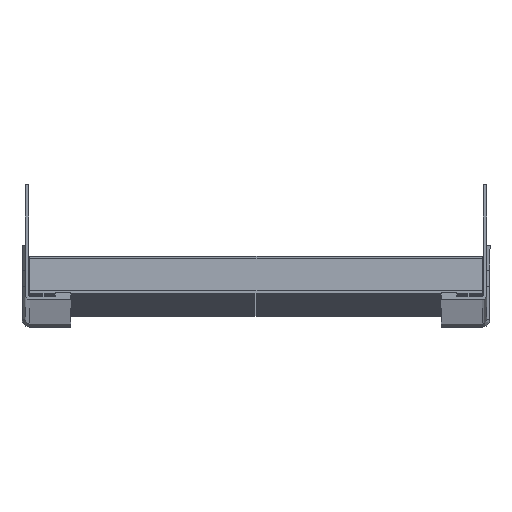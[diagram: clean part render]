
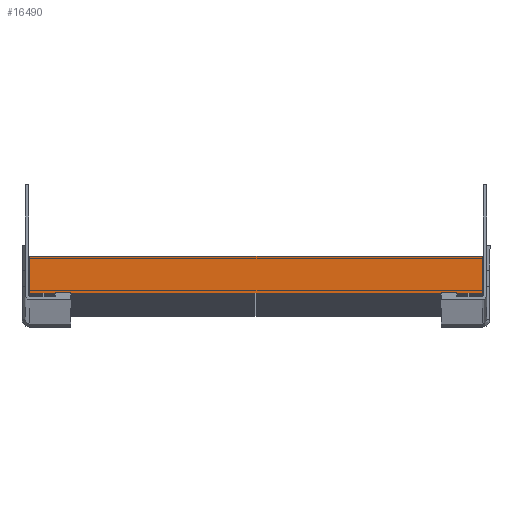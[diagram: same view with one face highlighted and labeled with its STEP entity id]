
A CAD part, top view. The second image highlights one B-rep face of the part: STEP entity #16490.
In plain terms, the highlighted planar face has unit normal (0, 0, 1).
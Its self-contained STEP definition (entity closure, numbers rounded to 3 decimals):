
#2855 = CARTESIAN_POINT ( 'NONE',  ( -185.1, -18.709, 2877.21 ) ) ;
#2865 = CARTESIAN_POINT ( 'NONE',  ( -17.3, -18.709, 2877.21 ) ) ;
#2866 = CARTESIAN_POINT ( 'NONE',  ( -178.3, -18.709, 2877.21 ) ) ;
#2868 = CARTESIAN_POINT ( 'NONE',  ( -196.3, -18.709, 2877.21 ) ) ;
#2869 = CARTESIAN_POINT ( 'NONE',  ( 0.7, -18.709, 2877.21 ) ) ;
#2872 = CARTESIAN_POINT ( 'NONE',  ( -10.5, -18.709, 2877.21 ) ) ;
#2880 = CARTESIAN_POINT ( 'NONE',  ( -196.3, -2.709, 2877.21 ) ) ;
#2882 = CARTESIAN_POINT ( 'NONE',  ( 0.7, -2.709, 2877.21 ) ) ;
#4066 = AXIS2_PLACEMENT_3D ( 'NONE', #4244, #4253, #4254 ) ;
#4244 = CARTESIAN_POINT ( 'NONE',  ( 0.7, -18.709, 2877.21 ) ) ;
#4251 = PLANE ( 'NONE',  #4066 ) ;
#4253 = DIRECTION ( 'NONE',  ( 0., 0., 1. ) ) ;
#4254 = DIRECTION ( 'NONE',  ( 0., -1., 0. ) ) ;
#6239 = LINE ( 'NONE', #6633, #6248 ) ;
#6243 = LINE ( 'NONE', #6650, #6246 ) ;
#6246 = VECTOR ( 'NONE', #6652, 1000. ) ;
#6248 = VECTOR ( 'NONE', #6653, 1000. ) ;
#6257 = LINE ( 'NONE', #6659, #6262 ) ;
#6262 = VECTOR ( 'NONE', #6667, 1000. ) ;
#6265 = LINE ( 'NONE', #6666, #6274 ) ;
#6267 = LINE ( 'NONE', #6674, #6270 ) ;
#6270 = VECTOR ( 'NONE', #6675, 1000. ) ;
#6274 = VECTOR ( 'NONE', #6679, 1000. ) ;
#6281 = LINE ( 'NONE', #6688, #6284 ) ;
#6284 = VECTOR ( 'NONE', #6689, 1000. ) ;
#6295 = LINE ( 'NONE', #6702, #6298 ) ;
#6298 = VECTOR ( 'NONE', #6704, 1000. ) ;
#6633 = CARTESIAN_POINT ( 'NONE',  ( 0.7, -18.709, 2877.21 ) ) ;
#6650 = CARTESIAN_POINT ( 'NONE',  ( 0.7, -18.709, 2877.21 ) ) ;
#6652 = DIRECTION ( 'NONE',  ( 0., 1., 0. ) ) ;
#6653 = DIRECTION ( 'NONE',  ( 1., 0., 0. ) ) ;
#6659 = CARTESIAN_POINT ( 'NONE',  ( 0.7, -18.709, 2877.21 ) ) ;
#6666 = CARTESIAN_POINT ( 'NONE',  ( 0.7, -18.709, 2877.21 ) ) ;
#6667 = DIRECTION ( 'NONE',  ( 1., 0., 0. ) ) ;
#6674 = CARTESIAN_POINT ( 'NONE',  ( -196.3, -18.709, 2877.21 ) ) ;
#6675 = DIRECTION ( 'NONE',  ( 0., 1., 0. ) ) ;
#6679 = DIRECTION ( 'NONE',  ( -1., 0., 0. ) ) ;
#6688 = CARTESIAN_POINT ( 'NONE',  ( 0.7, -2.709, 2877.21 ) ) ;
#6689 = DIRECTION ( 'NONE',  ( -1., 0., 0. ) ) ;
#6702 = CARTESIAN_POINT ( 'NONE',  ( 0.7, -18.709, 2877.21 ) ) ;
#6704 = DIRECTION ( 'NONE',  ( -1., 0., 0. ) ) ;
#6748 = CARTESIAN_POINT ( 'NONE',  ( 0.7, -18.709, 2877.21 ) ) ;
#6749 = DIRECTION ( 'NONE',  ( -1., 0., 0. ) ) ;
#9879 = EDGE_CURVE ( 'NONE', #17586, #17599, #6243, .T. ) ;
#9880 = EDGE_CURVE ( 'NONE', #17582, #17589, #6239, .T. ) ;
#9887 = EDGE_CURVE ( 'NONE', #17572, #17583, #6257, .T. ) ;
#9891 = EDGE_CURVE ( 'NONE', #17585, #17597, #6267, .T. ) ;
#9893 = EDGE_CURVE ( 'NONE', #17572, #17585, #6265, .T. ) ;
#9898 = EDGE_CURVE ( 'NONE', #17599, #17597, #6281, .T. ) ;
#9905 = EDGE_CURVE ( 'NONE', #17582, #17583, #6295, .T. ) ;
#9928 = EDGE_CURVE ( 'NONE', #17586, #17589, #14509, .T. ) ;
#10939 = FACE_OUTER_BOUND ( 'NONE', #13875, .T. ) ;
#12711 = ORIENTED_EDGE ( 'NONE', *, *, #9891, .F. ) ;
#12714 = ORIENTED_EDGE ( 'NONE', *, *, #9893, .F. ) ;
#12716 = ORIENTED_EDGE ( 'NONE', *, *, #9887, .T. ) ;
#12717 = ORIENTED_EDGE ( 'NONE', *, *, #9905, .F. ) ;
#12719 = ORIENTED_EDGE ( 'NONE', *, *, #9880, .T. ) ;
#12721 = ORIENTED_EDGE ( 'NONE', *, *, #9928, .F. ) ;
#12723 = ORIENTED_EDGE ( 'NONE', *, *, #9879, .T. ) ;
#12725 = ORIENTED_EDGE ( 'NONE', *, *, #9898, .T. ) ;
#13875 = EDGE_LOOP ( 'NONE', ( #12711, #12714, #12716, #12717, #12719, #12721, #12723, #12725 ) ) ;
#14509 = LINE ( 'NONE', #6748, #14512 ) ;
#14512 = VECTOR ( 'NONE', #6749, 1000. ) ;
#16490 = ADVANCED_FACE ( 'NONE', ( #10939 ), #4251, .T. ) ;
#17572 = VERTEX_POINT ( 'NONE', #2855 ) ;
#17582 = VERTEX_POINT ( 'NONE', #2865 ) ;
#17583 = VERTEX_POINT ( 'NONE', #2866 ) ;
#17585 = VERTEX_POINT ( 'NONE', #2868 ) ;
#17586 = VERTEX_POINT ( 'NONE', #2869 ) ;
#17589 = VERTEX_POINT ( 'NONE', #2872 ) ;
#17597 = VERTEX_POINT ( 'NONE', #2880 ) ;
#17599 = VERTEX_POINT ( 'NONE', #2882 ) ;
